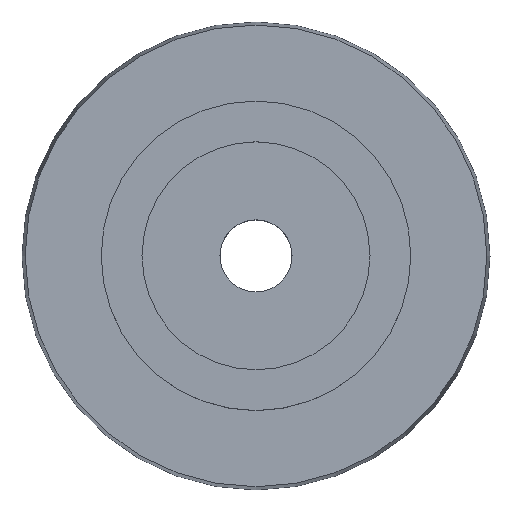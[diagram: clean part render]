
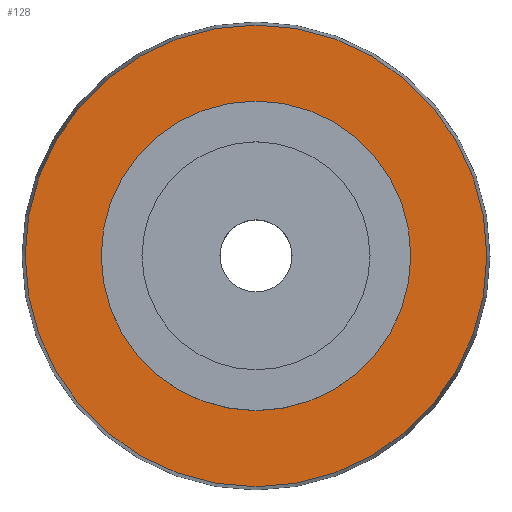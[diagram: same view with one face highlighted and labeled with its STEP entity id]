
A CAD part, top view. The second image highlights one B-rep face of the part: STEP entity #128.
In plain terms, the highlighted planar face has unit normal (0, 0, 1).
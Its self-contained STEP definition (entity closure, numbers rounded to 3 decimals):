
#9 = EDGE_CURVE ( 'NONE', #206, #382, #530, .T. ) ;
#10 = VERTEX_POINT ( 'NONE', #42 ) ;
#25 = ORIENTED_EDGE ( 'NONE', *, *, #9, .T. ) ;
#37 = CARTESIAN_POINT ( 'NONE',  ( -12.9, 0., 5. ) ) ;
#39 = DIRECTION ( 'NONE',  ( 0., 0., -1. ) ) ;
#42 = CARTESIAN_POINT ( 'NONE',  ( 19.238, 0., 5. ) ) ;
#51 = AXIS2_PLACEMENT_3D ( 'NONE', #528, #267, #216 ) ;
#69 = EDGE_CURVE ( 'NONE', #10, #173, #572, .T. ) ;
#73 = ORIENTED_EDGE ( 'NONE', *, *, #69, .T. ) ;
#83 = EDGE_LOOP ( 'NONE', ( #178, #25 ) ) ;
#87 = DIRECTION ( 'NONE',  ( 0., 0., 1. ) ) ;
#92 = CARTESIAN_POINT ( 'NONE',  ( 0., 0., 5. ) ) ;
#128 = ADVANCED_FACE ( 'NONE', ( #524, #474 ), #427, .T. ) ;
#173 = VERTEX_POINT ( 'NONE', #335 ) ;
#178 = ORIENTED_EDGE ( 'NONE', *, *, #420, .T. ) ;
#206 = VERTEX_POINT ( 'NONE', #381 ) ;
#216 = DIRECTION ( 'NONE',  ( 1., 0., 0. ) ) ;
#232 = EDGE_CURVE ( 'NONE', #173, #10, #471, .T. ) ;
#243 = CIRCLE ( 'NONE', #344, 12.9 ) ;
#258 = CARTESIAN_POINT ( 'NONE',  ( 0., 0., 5. ) ) ;
#267 = DIRECTION ( 'NONE',  ( 0., 0., 1. ) ) ;
#306 = DIRECTION ( 'NONE',  ( 0., 0., 1. ) ) ;
#335 = CARTESIAN_POINT ( 'NONE',  ( -19.238, 0., 5. ) ) ;
#344 = AXIS2_PLACEMENT_3D ( 'NONE', #92, #39, #508 ) ;
#348 = AXIS2_PLACEMENT_3D ( 'NONE', #258, #511, #591 ) ;
#381 = CARTESIAN_POINT ( 'NONE',  ( 12.9, 0., 5. ) ) ;
#382 = VERTEX_POINT ( 'NONE', #37 ) ;
#420 = EDGE_CURVE ( 'NONE', #382, #206, #243, .T. ) ;
#427 = PLANE ( 'NONE',  #51 ) ;
#462 = ORIENTED_EDGE ( 'NONE', *, *, #232, .T. ) ;
#470 = AXIS2_PLACEMENT_3D ( 'NONE', #502, #87, #583 ) ;
#471 = CIRCLE ( 'NONE', #470, 19.238 ) ;
#474 = FACE_OUTER_BOUND ( 'NONE', #517, .T. ) ;
#490 = AXIS2_PLACEMENT_3D ( 'NONE', #552, #306, #519 ) ;
#502 = CARTESIAN_POINT ( 'NONE',  ( 0., 0., 5. ) ) ;
#508 = DIRECTION ( 'NONE',  ( -1., 0., 0. ) ) ;
#511 = DIRECTION ( 'NONE',  ( 0., 0., -1. ) ) ;
#517 = EDGE_LOOP ( 'NONE', ( #462, #73 ) ) ;
#519 = DIRECTION ( 'NONE',  ( -1., 0., 0. ) ) ;
#524 = FACE_BOUND ( 'NONE', #83, .T. ) ;
#528 = CARTESIAN_POINT ( 'NONE',  ( 0., 16.069, 5. ) ) ;
#530 = CIRCLE ( 'NONE', #348, 12.9 ) ;
#552 = CARTESIAN_POINT ( 'NONE',  ( 0., 0., 5. ) ) ;
#572 = CIRCLE ( 'NONE', #490, 19.238 ) ;
#583 = DIRECTION ( 'NONE',  ( -1., 0., 0. ) ) ;
#591 = DIRECTION ( 'NONE',  ( -1., 0., 0. ) ) ;
